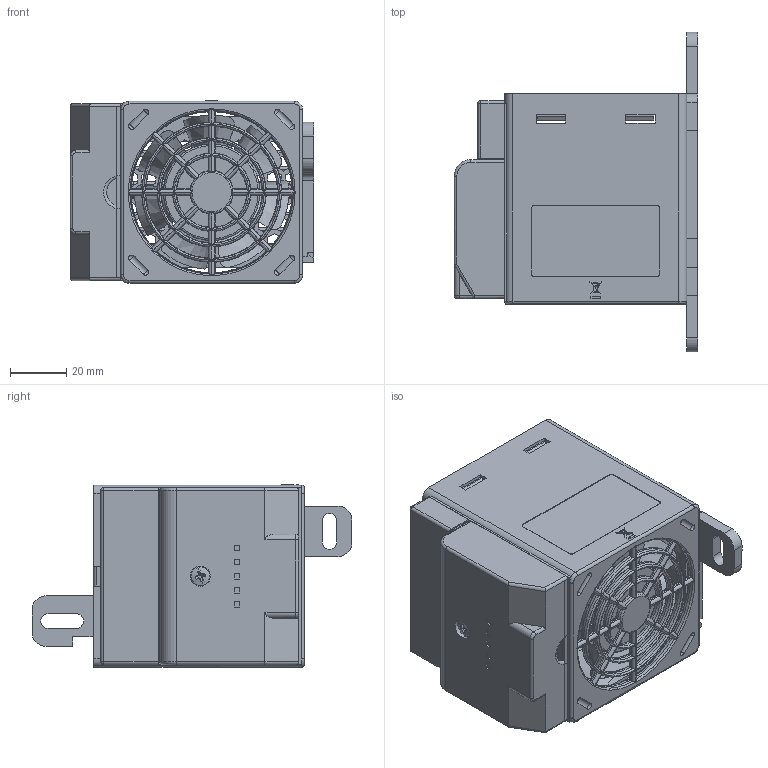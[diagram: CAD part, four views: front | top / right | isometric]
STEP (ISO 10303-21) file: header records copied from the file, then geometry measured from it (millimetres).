
FILE_DESCRIPTION (( 'STEP AP214' ), '1' );
FILE_NAME ('CS_028_Schraubflansch.STEP', '2010-10-18T12:28:23', ( 'Nutzer' ), ( '' ), 'SwSTEP 2.0', 'SolidWorks 2010', '' );
FILE_SCHEMA (( 'AUTOMOTIVE_DESIGN' ));
Length unit declared in the file: millimetre
Products named in the file (1): CS_028_Schraubflansch
Bounding box: 86.9 x 114 x 65.05 mm (x, y, z)
Surface area: 79612.2 mm2 (no closed solid volume)
Topology: 0 solids, 9 shells, 1945 faces, 6700 edges, 4630 vertices
Faces by surface type: plane 734, cylinder 474, torus 377, cone 304, bspline 36, sphere 20
Entity records: 98604 total; most frequent: CARTESIAN_POINT 21420, DIRECTION 11461, ORIENTED_EDGE 10837, EDGE_CURVE 6666, VERTEX_POINT 4614, AXIS2_PLACEMENT_3D 4025, LINE 3411, VECTOR 3411
